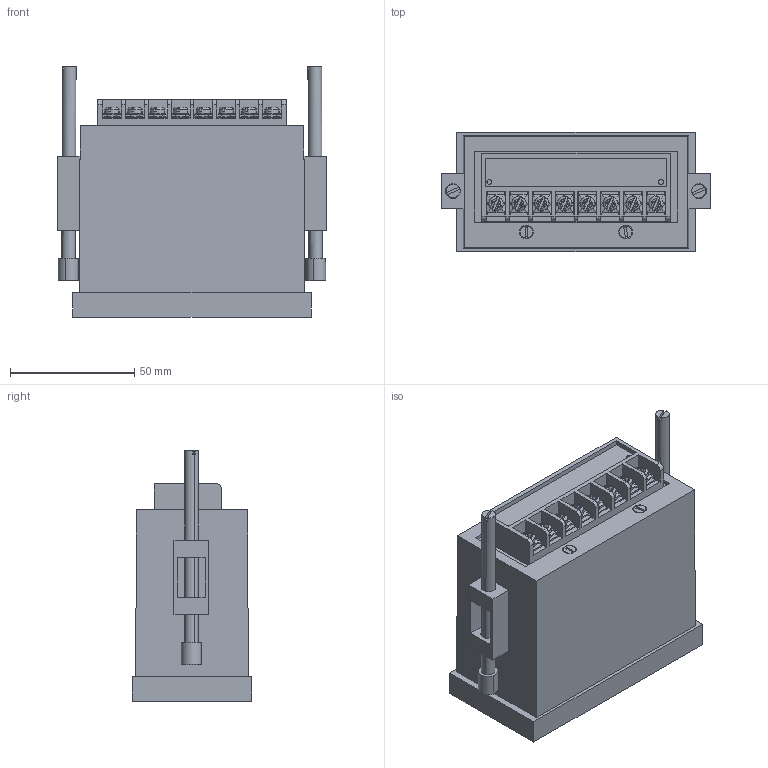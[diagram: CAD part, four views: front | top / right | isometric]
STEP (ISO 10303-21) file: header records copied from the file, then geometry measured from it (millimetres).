
FILE_DESCRIPTION (( 'STEP AP214' ), '1' );
FILE_NAME ('IC-165-06.STEP', '2022-01-17T14:34:47', ( '' ), ( '' ), 'SwSTEP 2.0', 'SolidWorks 2017', '' );
FILE_SCHEMA (( 'AUTOMOTIVE_DESIGN' ));
Length unit declared in the file: millimetre
Products named in the file (75): Screw; C-Type Terminal Nut; Screw-Countershank-Small; Washer; Clamp-Metal-065; Screw+Washer; D-Type Terminal-Sheet metal; Clamp-Plastic-2; Front Plate FP-48-01; Clamp-Plastic-1; Screw-smallest; Clamp-065; Screw-Countershank; BrassInsert; BP-48-01; Front Plate FP-48-01 with Acryalic Red; IC-165-Horizontal PCB; Back Plate BP-48-01.with D Type TerminalSLDASM; D Type Terminal TC-D; IC-165-06; Case IC-165; Red Transparent Sheet RTS-96-01
Assembly tree (35 placements, depth 5):
  Screw
  Screw
  C-Type Terminal Nut
  Screw-Countershank-Small
  Washer
Bounding box: 108.39 x 48 x 100.83 mm (x, y, z)
Volume: 89515.9 mm3; surface area: 99158.8 mm2
Topology: 53 solids, 53 shells, 1674 faces, 4293 edges, 2704 vertices
Faces by surface type: plane 1031, cylinder 501, cone 62, bspline 32, torus 24, sphere 24
Entity records: 21311 total; most frequent: CARTESIAN_POINT 4148, ORIENTED_EDGE 3302, DIRECTION 3178, EDGE_CURVE 1651, VECTOR 1240, LINE 1240, VERTEX_POINT 1071, AXIS2_PLACEMENT_3D 969
